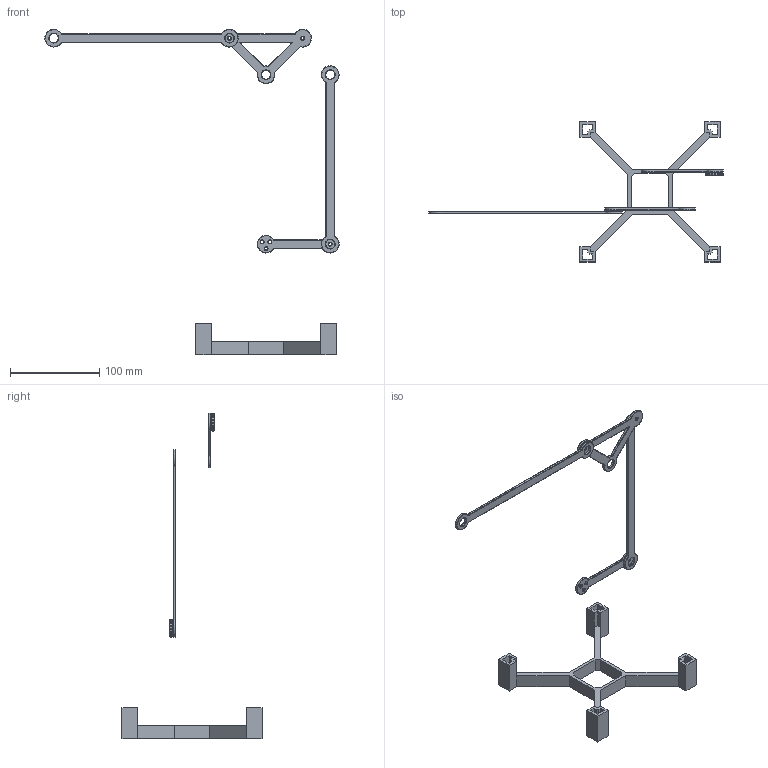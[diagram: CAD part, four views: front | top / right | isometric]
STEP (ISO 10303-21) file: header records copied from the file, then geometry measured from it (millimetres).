
FILE_DESCRIPTION(/* description */ (''),/* implementation_level */ '2;1');
FILE_NAME(/* name */ 'Green.step',/* time_stamp */ '2025-12-07T11:02:47+08:00',/* author */ (''),/* organization */ (''),/* preprocessor_version */ 'ST-DEVELOPER v20.1',/* originating_system */ 'Autodesk Translation Framework v14.21.0.0',/* authorisation */ '');
FILE_SCHEMA (('AUTOMOTIVE_DESIGN { 1 0 10303 214 3 1 1 }'));
Length unit declared in the file: millimetre
Products named in the file (8): Robotic-Arm; 小臂连杆-1; 小臂连杆-2; 夹爪连杆1; 夹爪连杆2; 夹爪连杆3; 夹爪连杆4; 底座固定
Assembly tree (7 placements, depth 2):
  Robotic-Arm
    小臂连杆-1
    小臂连杆-2
    夹爪连杆1
    夹爪连杆2
    夹爪连杆3
    夹爪连杆4
    底座固定
Bounding box: 330 x 157 x 365 mm (x, y, z)
Volume: 82193.1 mm3; surface area: 52724 mm2
Topology: 5 solids, 5 shells, 254 faces, 568 edges, 324 vertices
Faces by surface type: plane 191, cone 42, cylinder 21
Full cylindrical faces by diameter (mm): 3.5 x6, 10 x5
Entity records: 7129 total; most frequent: DIRECTION 1230, CARTESIAN_POINT 1161, ORIENTED_EDGE 1136, EDGE_CURVE 568, LINE 444, VECTOR 444, AXIS2_PLACEMENT_3D 393, VERTEX_POINT 324
